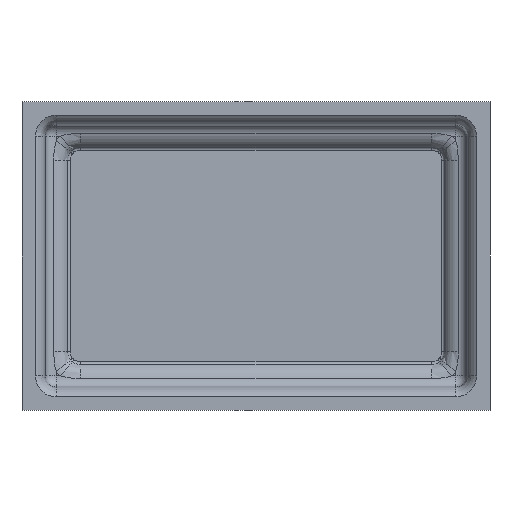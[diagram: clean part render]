
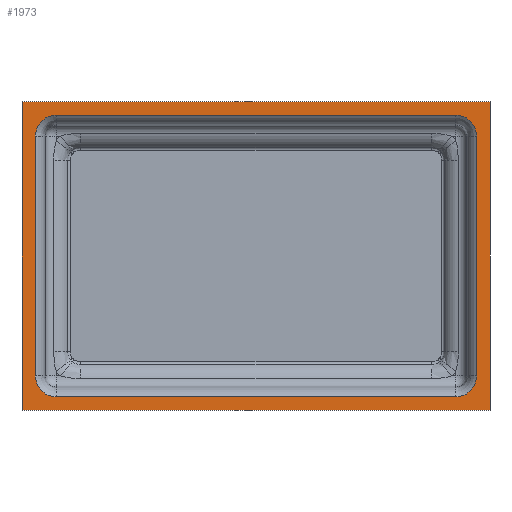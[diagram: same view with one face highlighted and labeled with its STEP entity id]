
A CAD part, front view. The second image highlights one B-rep face of the part: STEP entity #1973.
In plain terms, the highlighted planar face has unit normal (0, -1, 0).
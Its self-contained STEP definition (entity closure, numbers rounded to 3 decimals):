
#22 = ORIENTED_EDGE ( 'NONE', *, *, #328, .F. ) ;
#65 = VERTEX_POINT ( 'NONE', #3074 ) ;
#70 = CARTESIAN_POINT ( 'NONE',  ( 14.675, 0., -9.675 ) ) ;
#80 = DIRECTION ( 'NONE',  ( 0., 0., -1. ) ) ;
#137 = AXIS2_PLACEMENT_3D ( 'NONE', #3499, #1429, #3854 ) ;
#142 = ORIENTED_EDGE ( 'NONE', *, *, #1499, .F. ) ;
#186 = VECTOR ( 'NONE', #80, 1000. ) ;
#233 = VERTEX_POINT ( 'NONE', #2829 ) ;
#272 = EDGE_CURVE ( 'NONE', #654, #2701, #2900, .T. ) ;
#290 = LINE ( 'NONE', #4473, #1427 ) ;
#328 = EDGE_CURVE ( 'NONE', #1359, #413, #2779, .T. ) ;
#366 = DIRECTION ( 'NONE',  ( 0., 1., 0. ) ) ;
#397 = DIRECTION ( 'NONE',  ( 0., 0., 1. ) ) ;
#413 = VERTEX_POINT ( 'NONE', #70 ) ;
#592 = AXIS2_PLACEMENT_3D ( 'NONE', #1204, #3622, #1541 ) ;
#599 = CARTESIAN_POINT ( 'NONE',  ( -12.525, 0., 7.525 ) ) ;
#607 = LINE ( 'NONE', #2452, #3262 ) ;
#654 = VERTEX_POINT ( 'NONE', #903 ) ;
#667 = EDGE_LOOP ( 'NONE', ( #840, #1644, #22, #142 ) ) ;
#711 = LINE ( 'NONE', #4259, #3378 ) ;
#760 = VERTEX_POINT ( 'NONE', #3372 ) ;
#777 = LINE ( 'NONE', #870, #3336 ) ;
#801 = CARTESIAN_POINT ( 'NONE',  ( 14.675, 0., 9.675 ) ) ;
#840 = ORIENTED_EDGE ( 'NONE', *, *, #3905, .F. ) ;
#846 = CARTESIAN_POINT ( 'NONE',  ( -13.832, 0., 7.525 ) ) ;
#870 = CARTESIAN_POINT ( 'NONE',  ( 14.675, 0., 9.675 ) ) ;
#889 = CARTESIAN_POINT ( 'NONE',  ( -12.525, 0., -8.832 ) ) ;
#903 = CARTESIAN_POINT ( 'NONE',  ( 13.832, 0., 7.525 ) ) ;
#949 = DIRECTION ( 'NONE',  ( 0., 0., -1. ) ) ;
#996 = ORIENTED_EDGE ( 'NONE', *, *, #3299, .F. ) ;
#1102 = CARTESIAN_POINT ( 'NONE',  ( 13.832, 0., 8.525 ) ) ;
#1204 = CARTESIAN_POINT ( 'NONE',  ( 12.525, 0., -7.525 ) ) ;
#1327 = ORIENTED_EDGE ( 'NONE', *, *, #2008, .F. ) ;
#1359 = VERTEX_POINT ( 'NONE', #801 ) ;
#1372 = EDGE_LOOP ( 'NONE', ( #2064, #996, #3763, #2013, #2952, #2134, #1327, #4090 ) ) ;
#1427 = VECTOR ( 'NONE', #3091, 1000. ) ;
#1429 = DIRECTION ( 'NONE',  ( 0., -1., 0. ) ) ;
#1499 = EDGE_CURVE ( 'NONE', #3971, #1359, #777, .T. ) ;
#1541 = DIRECTION ( 'NONE',  ( 0., 0., -1. ) ) ;
#1585 = LINE ( 'NONE', #2264, #3872 ) ;
#1644 = ORIENTED_EDGE ( 'NONE', *, *, #2729, .F. ) ;
#1730 = PLANE ( 'NONE',  #4378 ) ;
#1799 = EDGE_CURVE ( 'NONE', #3291, #3320, #4291, .T. ) ;
#1831 = CARTESIAN_POINT ( 'NONE',  ( -12.525, 0., 8.832 ) ) ;
#1863 = VECTOR ( 'NONE', #3204, 1000. ) ;
#1891 = DIRECTION ( 'NONE',  ( 1., 0., 0. ) ) ;
#1973 = ADVANCED_FACE ( 'NONE', ( #3755, #2831 ), #1730, .F. ) ;
#2003 = LINE ( 'NONE', #2155, #186 ) ;
#2008 = EDGE_CURVE ( 'NONE', #233, #3371, #3649, .T. ) ;
#2013 = ORIENTED_EDGE ( 'NONE', *, *, #3931, .F. ) ;
#2050 = EDGE_CURVE ( 'NONE', #4230, #65, #3532, .T. ) ;
#2064 = ORIENTED_EDGE ( 'NONE', *, *, #1799, .F. ) ;
#2079 = CARTESIAN_POINT ( 'NONE',  ( 0., 0., 0. ) ) ;
#2134 = ORIENTED_EDGE ( 'NONE', *, *, #2148, .F. ) ;
#2148 = EDGE_CURVE ( 'NONE', #3371, #4230, #1585, .T. ) ;
#2155 = CARTESIAN_POINT ( 'NONE',  ( -13.832, 0., 8.525 ) ) ;
#2189 = DIRECTION ( 'NONE',  ( -1., 0., 0. ) ) ;
#2214 = CARTESIAN_POINT ( 'NONE',  ( 12.525, 0., -8.832 ) ) ;
#2264 = CARTESIAN_POINT ( 'NONE',  ( 13.525, 0., -8.832 ) ) ;
#2333 = VECTOR ( 'NONE', #397, 1000. ) ;
#2452 = CARTESIAN_POINT ( 'NONE',  ( -14.675, 0., 9.675 ) ) ;
#2701 = VERTEX_POINT ( 'NONE', #3785 ) ;
#2729 = EDGE_CURVE ( 'NONE', #413, #760, #290, .T. ) ;
#2779 = LINE ( 'NONE', #3221, #1863 ) ;
#2780 = DIRECTION ( 'NONE',  ( 0., 0., 1. ) ) ;
#2799 = DIRECTION ( 'NONE',  ( 0., 0., 1. ) ) ;
#2829 = CARTESIAN_POINT ( 'NONE',  ( -13.832, 0., -7.525 ) ) ;
#2831 = FACE_BOUND ( 'NONE', #1372, .T. ) ;
#2900 = CIRCLE ( 'NONE', #3553, 1.307 ) ;
#2952 = ORIENTED_EDGE ( 'NONE', *, *, #2050, .F. ) ;
#3019 = DIRECTION ( 'NONE',  ( 0., -1., 0. ) ) ;
#3074 = CARTESIAN_POINT ( 'NONE',  ( 13.832, 0., -7.525 ) ) ;
#3091 = DIRECTION ( 'NONE',  ( -1., 0., 0. ) ) ;
#3204 = DIRECTION ( 'NONE',  ( 0., 0., -1. ) ) ;
#3221 = CARTESIAN_POINT ( 'NONE',  ( 14.675, 0., 9.675 ) ) ;
#3262 = VECTOR ( 'NONE', #2799, 1000. ) ;
#3291 = VERTEX_POINT ( 'NONE', #1831 ) ;
#3299 = EDGE_CURVE ( 'NONE', #2701, #3291, #711, .T. ) ;
#3320 = VERTEX_POINT ( 'NONE', #846 ) ;
#3326 = AXIS2_PLACEMENT_3D ( 'NONE', #599, #3019, #949 ) ;
#3336 = VECTOR ( 'NONE', #1891, 1000. ) ;
#3371 = VERTEX_POINT ( 'NONE', #889 ) ;
#3372 = CARTESIAN_POINT ( 'NONE',  ( -14.675, 0., -9.675 ) ) ;
#3378 = VECTOR ( 'NONE', #2189, 1000. ) ;
#3496 = EDGE_CURVE ( 'NONE', #3320, #233, #2003, .T. ) ;
#3499 = CARTESIAN_POINT ( 'NONE',  ( -12.525, 0., -7.525 ) ) ;
#3504 = DIRECTION ( 'NONE',  ( 0., 0., -1. ) ) ;
#3532 = CIRCLE ( 'NONE', #592, 1.307 ) ;
#3553 = AXIS2_PLACEMENT_3D ( 'NONE', #3875, #3563, #3504 ) ;
#3563 = DIRECTION ( 'NONE',  ( 0., -1., 0. ) ) ;
#3622 = DIRECTION ( 'NONE',  ( 0., -1., 0. ) ) ;
#3649 = CIRCLE ( 'NONE', #137, 1.307 ) ;
#3755 = FACE_OUTER_BOUND ( 'NONE', #667, .T. ) ;
#3763 = ORIENTED_EDGE ( 'NONE', *, *, #272, .F. ) ;
#3785 = CARTESIAN_POINT ( 'NONE',  ( 12.525, 0., 8.832 ) ) ;
#3854 = DIRECTION ( 'NONE',  ( 0., 0., -1. ) ) ;
#3872 = VECTOR ( 'NONE', #4329, 1000. ) ;
#3875 = CARTESIAN_POINT ( 'NONE',  ( 12.525, 0., 7.525 ) ) ;
#3905 = EDGE_CURVE ( 'NONE', #760, #3971, #607, .T. ) ;
#3931 = EDGE_CURVE ( 'NONE', #65, #654, #4074, .T. ) ;
#3971 = VERTEX_POINT ( 'NONE', #4451 ) ;
#4074 = LINE ( 'NONE', #1102, #2333 ) ;
#4090 = ORIENTED_EDGE ( 'NONE', *, *, #3496, .F. ) ;
#4230 = VERTEX_POINT ( 'NONE', #2214 ) ;
#4259 = CARTESIAN_POINT ( 'NONE',  ( 13.525, 0., 8.832 ) ) ;
#4291 = CIRCLE ( 'NONE', #3326, 1.307 ) ;
#4329 = DIRECTION ( 'NONE',  ( 1., 0., 0. ) ) ;
#4378 = AXIS2_PLACEMENT_3D ( 'NONE', #2079, #366, #2780 ) ;
#4451 = CARTESIAN_POINT ( 'NONE',  ( -14.675, 0., 9.675 ) ) ;
#4473 = CARTESIAN_POINT ( 'NONE',  ( 14.675, 0., -9.675 ) ) ;
